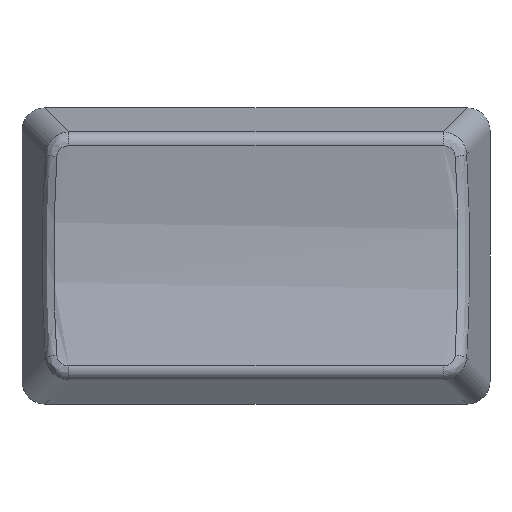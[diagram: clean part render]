
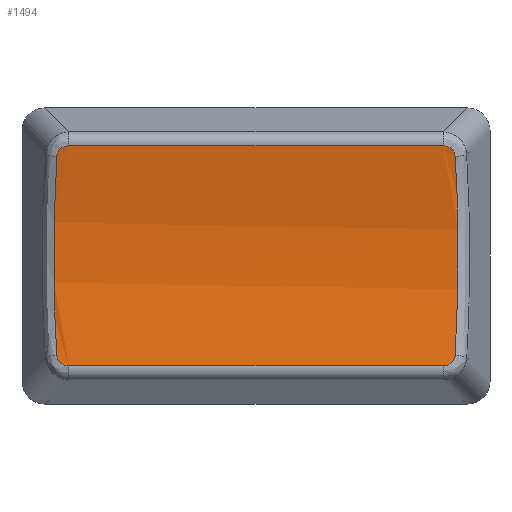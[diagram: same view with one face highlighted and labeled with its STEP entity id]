
A CAD part, top view. The second image highlights one B-rep face of the part: STEP entity #1494.
In plain terms, the highlighted free-form (B-spline) face has degree [3, 1] with [6, 2] control points.
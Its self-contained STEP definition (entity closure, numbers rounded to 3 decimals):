
#1367=CARTESIAN_POINT('',(-55.585,-201.258,2.131));
#1368=CARTESIAN_POINT('',(-34.415,-201.258,2.131));
#1369=CARTESIAN_POINT('',(-55.585,-199.338,1.71));
#1370=CARTESIAN_POINT('',(-34.415,-199.338,1.71));
#1371=CARTESIAN_POINT('',(-55.585,-197.419,1.5));
#1372=CARTESIAN_POINT('',(-34.415,-197.419,1.5));
#1373=CARTESIAN_POINT('',(-55.585,-193.581,1.5));
#1374=CARTESIAN_POINT('',(-34.415,-193.581,1.5));
#1375=CARTESIAN_POINT('',(-55.585,-191.662,1.71));
#1376=CARTESIAN_POINT('',(-34.415,-191.662,1.71));
#1377=CARTESIAN_POINT('',(-55.585,-189.742,2.131));
#1378=CARTESIAN_POINT('',(-34.415,-189.742,2.131));
#1379=B_SPLINE_SURFACE_WITH_KNOTS('',3,1,((#1367,#1368),(#1369,#1370),(#1371,#1372),(#1373,#1374),(#1375,#1376),(#1377,#1378)),.UNSPECIFIED.,.F.,.F.,.U.,(4,2,4),(2,2),(0.103,0.5,0.897),(0.206,0.794),.UNSPECIFIED.);
#1380=CARTESIAN_POINT('',(-54.793,-201.258,2.131));
#1381=VERTEX_POINT('',#1380);
#1382=CARTESIAN_POINT('',(-35.207,-201.258,2.131));
#1383=VERTEX_POINT('',#1382);
#1384=CARTESIAN_POINT('',(-54.793,-201.258,2.131));
#1385=DIRECTION('',(1.,0.,-0.));
#1386=VECTOR('',#1385,19.586);
#1387=LINE('',#1384,#1386);
#1388=EDGE_CURVE('',#1381,#1383,#1387,.T.);
#1389=ORIENTED_EDGE('',*,*,#1388,.T.);
#1390=CARTESIAN_POINT('',(-34.573,-200.707,2.016));
#1391=VERTEX_POINT('',#1390);
#1392=CARTESIAN_POINT('',(-35.207,-201.258,2.131));
#1393=CARTESIAN_POINT('',(-35.128,-201.258,2.131));
#1394=CARTESIAN_POINT('',(-35.049,-201.244,2.128));
#1395=CARTESIAN_POINT('',(-34.976,-201.218,2.122));
#1396=CARTESIAN_POINT('',(-34.902,-201.192,2.116));
#1397=CARTESIAN_POINT('',(-34.833,-201.153,2.108));
#1398=CARTESIAN_POINT('',(-34.775,-201.103,2.097));
#1399=CARTESIAN_POINT('',(-34.716,-201.053,2.087));
#1400=CARTESIAN_POINT('',(-34.667,-200.992,2.074));
#1401=CARTESIAN_POINT('',(-34.633,-200.924,2.06));
#1402=CARTESIAN_POINT('',(-34.598,-200.856,2.046));
#1403=CARTESIAN_POINT('',(-34.578,-200.783,2.031));
#1404=CARTESIAN_POINT('',(-34.573,-200.707,2.016));
#1405=B_SPLINE_CURVE_WITH_KNOTS('',3,(#1392,#1393,#1394,#1395,#1396,#1397,#1398,#1399,#1400,#1401,#1402,#1403,#1404),.UNSPECIFIED.,.F.,.F.,(4,3,3,3,4),(0.,0.,0.,0.001,0.001),.UNSPECIFIED.);
#1406=EDGE_CURVE('',#1383,#1391,#1405,.T.);
#1407=ORIENTED_EDGE('',*,*,#1406,.T.);
#1408=CARTESIAN_POINT('',(-34.573,-190.293,2.016));
#1409=VERTEX_POINT('',#1408);
#1410=CARTESIAN_POINT('',(-34.573,-200.707,2.016));
#1411=CARTESIAN_POINT('',(-34.469,-198.986,1.675));
#1412=CARTESIAN_POINT('',(-34.415,-197.256,1.501));
#1413=CARTESIAN_POINT('',(-34.415,-195.511,1.5));
#1414=CARTESIAN_POINT('',(-34.415,-194.639,1.5));
#1415=CARTESIAN_POINT('',(-34.428,-193.761,1.543));
#1416=CARTESIAN_POINT('',(-34.455,-192.89,1.63));
#1417=CARTESIAN_POINT('',(-34.481,-192.019,1.716));
#1418=CARTESIAN_POINT('',(-34.521,-191.154,1.845));
#1419=CARTESIAN_POINT('',(-34.573,-190.293,2.016));
#1420=B_SPLINE_CURVE_WITH_KNOTS('',3,(#1410,#1411,#1412,#1413,#1414,#1415,#1416,#1417,#1418,#1419),.UNSPECIFIED.,.F.,.F.,(4,3,3,4),(0.,0.005,0.008,0.011),.UNSPECIFIED.);
#1421=EDGE_CURVE('',#1391,#1409,#1420,.T.);
#1422=ORIENTED_EDGE('',*,*,#1421,.T.);
#1423=CARTESIAN_POINT('',(-35.207,-189.742,2.131));
#1424=VERTEX_POINT('',#1423);
#1425=CARTESIAN_POINT('',(-34.573,-190.293,2.016));
#1426=CARTESIAN_POINT('',(-34.583,-190.141,2.046));
#1427=CARTESIAN_POINT('',(-34.657,-189.997,2.076));
#1428=CARTESIAN_POINT('',(-34.775,-189.897,2.097));
#1429=CARTESIAN_POINT('',(-34.893,-189.797,2.119));
#1430=CARTESIAN_POINT('',(-35.048,-189.742,2.131));
#1431=CARTESIAN_POINT('',(-35.207,-189.742,2.131));
#1432=B_SPLINE_CURVE_WITH_KNOTS('',3,(#1425,#1426,#1427,#1428,#1429,#1430,#1431),.UNSPECIFIED.,.F.,.F.,(4,3,4),(0.,0.,0.001),.UNSPECIFIED.);
#1433=EDGE_CURVE('',#1409,#1424,#1432,.T.);
#1434=ORIENTED_EDGE('',*,*,#1433,.T.);
#1435=CARTESIAN_POINT('',(-54.793,-189.742,2.131));
#1436=VERTEX_POINT('',#1435);
#1437=CARTESIAN_POINT('',(-35.207,-189.742,2.131));
#1438=DIRECTION('',(-1.,-0.,0.));
#1439=VECTOR('',#1438,19.586);
#1440=LINE('',#1437,#1439);
#1441=EDGE_CURVE('',#1424,#1436,#1440,.T.);
#1442=ORIENTED_EDGE('',*,*,#1441,.T.);
#1443=CARTESIAN_POINT('',(-55.427,-190.293,2.016));
#1444=VERTEX_POINT('',#1443);
#1445=CARTESIAN_POINT('',(-54.793,-189.742,2.131));
#1446=CARTESIAN_POINT('',(-54.872,-189.742,2.131));
#1447=CARTESIAN_POINT('',(-54.951,-189.756,2.128));
#1448=CARTESIAN_POINT('',(-55.024,-189.782,2.122));
#1449=CARTESIAN_POINT('',(-55.098,-189.808,2.116));
#1450=CARTESIAN_POINT('',(-55.167,-189.847,2.108));
#1451=CARTESIAN_POINT('',(-55.225,-189.897,2.097));
#1452=CARTESIAN_POINT('',(-55.284,-189.947,2.087));
#1453=CARTESIAN_POINT('',(-55.333,-190.008,2.074));
#1454=CARTESIAN_POINT('',(-55.367,-190.076,2.06));
#1455=CARTESIAN_POINT('',(-55.402,-190.144,2.046));
#1456=CARTESIAN_POINT('',(-55.422,-190.217,2.031));
#1457=CARTESIAN_POINT('',(-55.427,-190.293,2.016));
#1458=B_SPLINE_CURVE_WITH_KNOTS('',3,(#1445,#1446,#1447,#1448,#1449,#1450,#1451,#1452,#1453,#1454,#1455,#1456,#1457),.UNSPECIFIED.,.F.,.F.,(4,3,3,3,4),(-0.,0.,0.,0.001,0.001),.UNSPECIFIED.);
#1459=EDGE_CURVE('',#1436,#1444,#1458,.T.);
#1460=ORIENTED_EDGE('',*,*,#1459,.T.);
#1461=CARTESIAN_POINT('',(-55.427,-200.707,2.016));
#1462=VERTEX_POINT('',#1461);
#1463=CARTESIAN_POINT('',(-55.427,-190.293,2.016));
#1464=CARTESIAN_POINT('',(-55.479,-191.154,1.845));
#1465=CARTESIAN_POINT('',(-55.519,-192.019,1.716));
#1466=CARTESIAN_POINT('',(-55.545,-192.89,1.63));
#1467=CARTESIAN_POINT('',(-55.572,-193.761,1.543));
#1468=CARTESIAN_POINT('',(-55.585,-194.639,1.5));
#1469=CARTESIAN_POINT('',(-55.585,-195.511,1.5));
#1470=CARTESIAN_POINT('',(-55.585,-197.256,1.501));
#1471=CARTESIAN_POINT('',(-55.531,-198.986,1.675));
#1472=CARTESIAN_POINT('',(-55.427,-200.707,2.016));
#1473=B_SPLINE_CURVE_WITH_KNOTS('',3,(#1463,#1464,#1465,#1466,#1467,#1468,#1469,#1470,#1471,#1472),.UNSPECIFIED.,.F.,.F.,(4,3,3,4),(0.,0.003,0.005,0.011),.UNSPECIFIED.);
#1474=EDGE_CURVE('',#1444,#1462,#1473,.T.);
#1475=ORIENTED_EDGE('',*,*,#1474,.T.);
#1476=CARTESIAN_POINT('',(-55.427,-200.707,2.016));
#1477=CARTESIAN_POINT('',(-55.422,-200.783,2.031));
#1478=CARTESIAN_POINT('',(-55.402,-200.856,2.046));
#1479=CARTESIAN_POINT('',(-55.367,-200.924,2.06));
#1480=CARTESIAN_POINT('',(-55.333,-200.992,2.074));
#1481=CARTESIAN_POINT('',(-55.284,-201.053,2.087));
#1482=CARTESIAN_POINT('',(-55.225,-201.103,2.097));
#1483=CARTESIAN_POINT('',(-55.167,-201.153,2.108));
#1484=CARTESIAN_POINT('',(-55.098,-201.192,2.116));
#1485=CARTESIAN_POINT('',(-55.024,-201.218,2.122));
#1486=CARTESIAN_POINT('',(-54.951,-201.244,2.128));
#1487=CARTESIAN_POINT('',(-54.872,-201.258,2.131));
#1488=CARTESIAN_POINT('',(-54.793,-201.258,2.131));
#1489=B_SPLINE_CURVE_WITH_KNOTS('',3,(#1476,#1477,#1478,#1479,#1480,#1481,#1482,#1483,#1484,#1485,#1486,#1487,#1488),.UNSPECIFIED.,.F.,.F.,(4,3,3,3,4),(0.,0.,0.,0.001,0.001),.UNSPECIFIED.);
#1490=EDGE_CURVE('',#1462,#1381,#1489,.T.);
#1491=ORIENTED_EDGE('',*,*,#1490,.T.);
#1492=EDGE_LOOP('',(#1389,#1407,#1422,#1434,#1442,#1460,#1475,#1491));
#1493=FACE_BOUND('',#1492,.T.);
#1494=ADVANCED_FACE('',(#1493),#1379,.F.);
